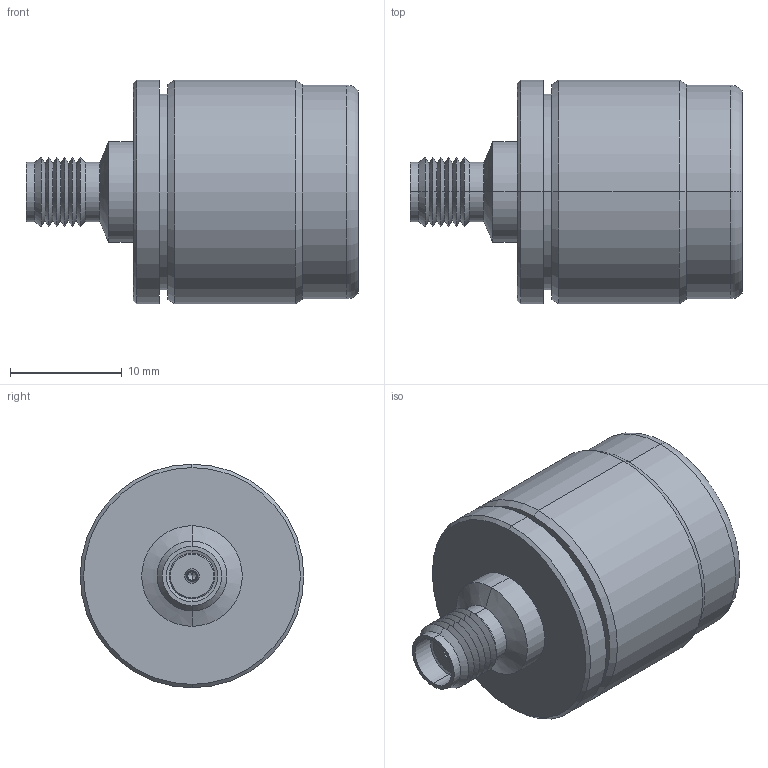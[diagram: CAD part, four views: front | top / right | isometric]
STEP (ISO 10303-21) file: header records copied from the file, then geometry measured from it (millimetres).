
FILE_DESCRIPTION (( 'STEP AP214' ), '1' );
FILE_NAME ('AXA-NMSF.STEP', '2013-01-29T15:49:18', ( 'x' ), ( '' ), 'SwSTEP 2.0', 'SolidWorks 2012', '' );
FILE_SCHEMA (( 'AUTOMOTIVE_DESIGN' ));
Length unit declared in the file: inch
Products named in the file (1): AXA-NMSF
Bounding box: 29.7 x 20 x 20 mm (x, y, z)
Volume: 4601.6 mm3; surface area: 3719.8 mm2
Topology: 1 solids, 1 shells, 125 faces, 250 edges, 138 vertices
Faces by surface type: cone 74, cylinder 34, plane 13, torus 2, sphere 2
Entity records: 4734 total; most frequent: DIRECTION 640, CARTESIAN_POINT 512, ORIENTED_EDGE 496, AXIS2_PLACEMENT_3D 266, EDGE_CURVE 248, CIRCLE 140, VERTEX_POINT 138, EDGE_LOOP 138
